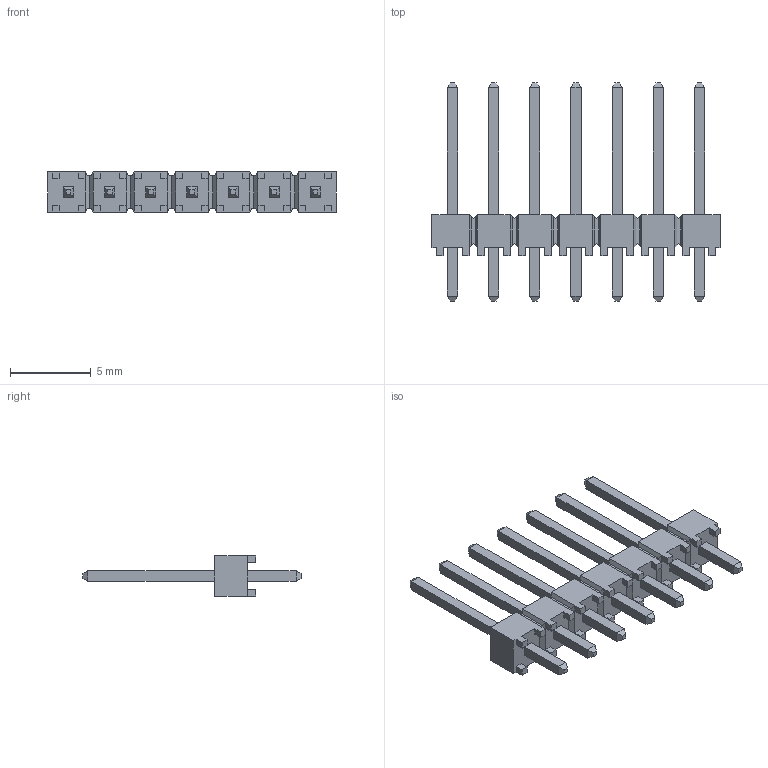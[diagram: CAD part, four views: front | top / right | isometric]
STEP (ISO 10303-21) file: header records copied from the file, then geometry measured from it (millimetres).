
FILE_DESCRIPTION(/* description */ ('STEP AP214'),/* implementation_level */ '2;1');
FILE_NAME(/* name */ 'HTSW-107-14-S-S',/* time_stamp */ '2023-04-17T22:18:31+02:00',/* author */ ('License CC BY-ND 4.0'),/* organization */ ('CADENAS'),/* preprocessor_version */ 'ST-DEVELOPER v19.3',/* originating_system */ 'PARTsolutions',/* authorisation */ ' ');
FILE_SCHEMA (('AUTOMOTIVE_DESIGN {1 0 10303 214 3 1 1}'));
Length unit declared in the file: inch
Products named in the file (3): HTSW-107-14-S-S; T-1S6-08-HTSW-1--14-7-S; HTSW-107-14-S-S_body
Assembly tree (2 placements, depth 2):
  HTSW-107-14-S-S
    T-1S6-08-HTSW-1--14-7-S
    HTSW-107-14-S-S_body
Bounding box: 17.78 x 13.46 x 2.49 mm (x, y, z)
Volume: 121.5 mm3; surface area: 496.7 mm2
Topology: 2 solids, 2 shells, 362 faces, 904 edges, 560 vertices
Faces by surface type: plane 362
Entity records: 10490 total; most frequent: CARTESIAN_POINT 1829, ORIENTED_EDGE 1808, DIRECTION 1634, EDGE_CURVE 904, LINE 904, VECTOR 904, VERTEX_POINT 560, EDGE_LOOP 390
